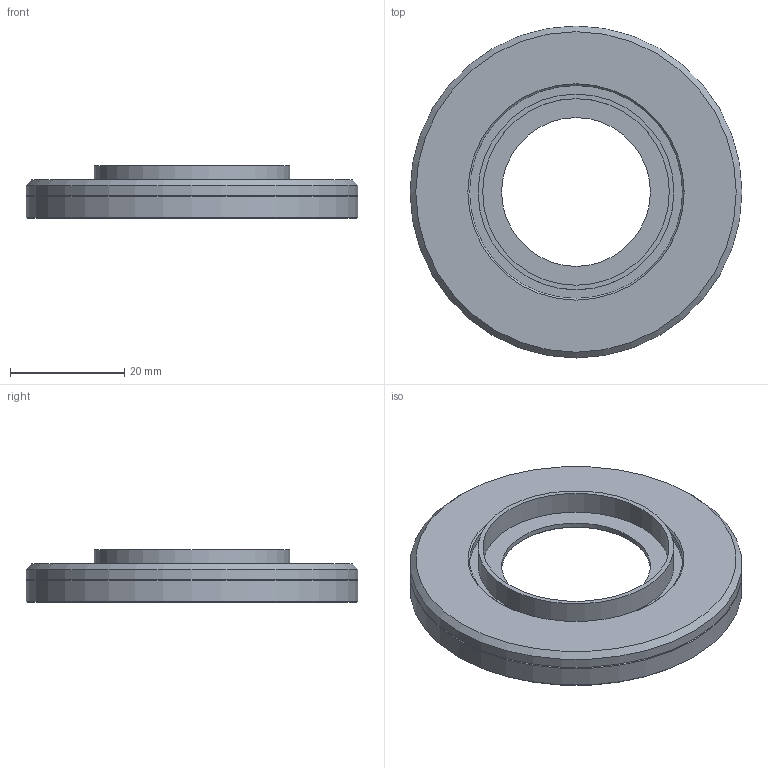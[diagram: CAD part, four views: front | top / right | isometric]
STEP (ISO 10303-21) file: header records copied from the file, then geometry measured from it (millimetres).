
FILE_DESCRIPTION(/* description */ (''),/* implementation_level */ '2;1');
FILE_NAME(/* name */ 'LensCap v15.step',/* time_stamp */ '2023-04-01T16:50:25+02:00',/* author */ (''),/* organization */ (''),/* preprocessor_version */ 'ST-DEVELOPER v19.2',/* originating_system */ 'Autodesk Translation Framework v11.17.0.187',/* authorisation */ '');
FILE_SCHEMA (('AUTOMOTIVE_DESIGN { 1 0 10303 214 3 1 1 }'));
Length unit declared in the file: millimetre
Products named in the file (2): LensCap; LensCap_Sony20mm_2
Assembly tree (1 placements, depth 2):
  LensCap
    LensCap_Sony20mm_2
Bounding box: 58 x 58 x 9.2 mm (x, y, z)
Volume: 7157.7 mm3; surface area: 11319.2 mm2
Topology: 3 solids, 3 shells, 263 faces, 663 edges, 410 vertices
Faces by surface type: cylinder 129, cone 112, plane 22
Full cylindrical faces by diameter (mm): 26 x1, 32.6 x1, 34.2 x1, 37.2 x2, 48.8 x1, 53.3 x1, 58 x2
Entity records: 8170 total; most frequent: DIRECTION 1563, CARTESIAN_POINT 1501, ORIENTED_EDGE 1326, AXIS2_PLACEMENT_3D 670, EDGE_CURVE 663, VERTEX_POINT 410, CIRCLE 404, EDGE_LOOP 285
